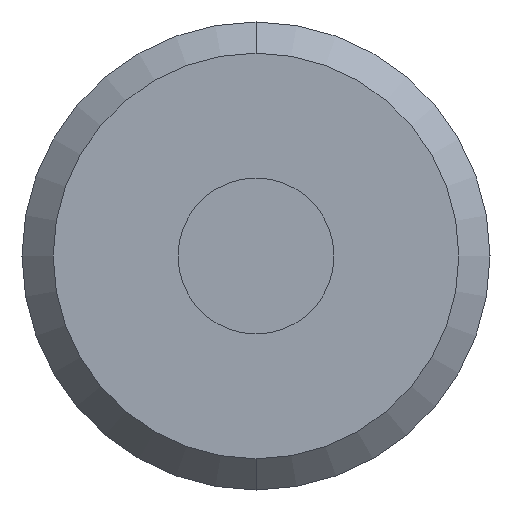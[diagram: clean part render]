
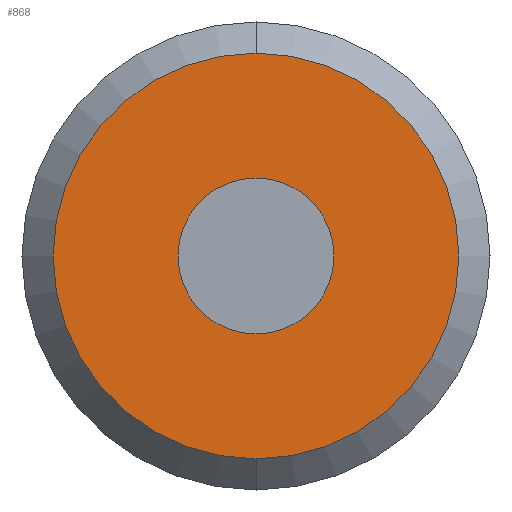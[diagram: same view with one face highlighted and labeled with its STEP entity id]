
A CAD part, front view. The second image highlights one B-rep face of the part: STEP entity #868.
In plain terms, the highlighted planar face has unit normal (0, -1, 0).
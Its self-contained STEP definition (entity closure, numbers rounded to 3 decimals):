
#307 = CARTESIAN_POINT ( 'NONE',  ( 0., -12.3, 0. ) ) ;
#334 = DIRECTION ( 'NONE',  ( 0., 0., 1. ) ) ;
#343 = PLANE ( 'NONE',  #499 ) ;
#453 = CIRCLE ( 'NONE', #4072, 0.65 ) ;
#499 = AXIS2_PLACEMENT_3D ( 'NONE', #1015, #2993, #4331 ) ;
#552 = EDGE_CURVE ( 'Defeature ausgef�hrt1_5+Defeature ausgef�hrt1_4+Defeature ausgef�hrt1_4+Defeature ausgef�hrt1_4', #1539, #3044, #453, .T. ) ;
#584 = ORIENTED_EDGE ( 'NONE', *, *, #4066, .F. ) ;
#587 = CARTESIAN_POINT ( 'NONE',  ( 0., -12.3, 0. ) ) ;
#759 = VERTEX_POINT ( 'NONE', #1313 ) ;
#788 = DIRECTION ( 'NONE',  ( 0., 1., 0. ) ) ;
#839 = DIRECTION ( 'NONE',  ( 0., 0., 1. ) ) ;
#868 = ADVANCED_FACE ( 'Defeature ausgef�hrt1_4', ( #981, #3859 ), #343, .T. ) ;
#977 = EDGE_LOOP ( 'NONE', ( #3254, #1234 ) ) ;
#981 = FACE_BOUND ( 'NONE', #977, .T. ) ;
#1015 = CARTESIAN_POINT ( 'NONE',  ( -0.65, -12.3, 0. ) ) ;
#1081 = CIRCLE ( 'NONE', #1911, 0.25 ) ;
#1134 = CIRCLE ( 'NONE', #3674, 0.65 ) ;
#1145 = CARTESIAN_POINT ( 'NONE',  ( 0., -12.3, 0. ) ) ;
#1184 = EDGE_LOOP ( 'NONE', ( #584, #1697 ) ) ;
#1234 = ORIENTED_EDGE ( 'NONE', *, *, #3206, .T. ) ;
#1313 = CARTESIAN_POINT ( 'NONE',  ( 0., -12.3, 0.25 ) ) ;
#1351 = DIRECTION ( 'NONE',  ( 0., 1., 0. ) ) ;
#1384 = VERTEX_POINT ( 'NONE', #2822 ) ;
#1539 = VERTEX_POINT ( 'NONE', #3592 ) ;
#1697 = ORIENTED_EDGE ( 'NONE', *, *, #552, .F. ) ;
#1783 = CARTESIAN_POINT ( 'NONE',  ( 0., -12.3, 0.65 ) ) ;
#1911 = AXIS2_PLACEMENT_3D ( 'NONE', #307, #1351, #334 ) ;
#2248 = DIRECTION ( 'NONE',  ( 0., 0., 1. ) ) ;
#2304 = EDGE_CURVE ( 'Defeature ausgef�hrt1_4+Defeature ausgef�hrt1_3+Defeature ausgef�hrt1_3+Defeature ausgef�hrt1_3', #759, #1384, #1081, .T. ) ;
#2320 = DIRECTION ( 'NONE',  ( 0., 0., 1. ) ) ;
#2656 = CARTESIAN_POINT ( 'NONE',  ( 0., -12.3, 0. ) ) ;
#2822 = CARTESIAN_POINT ( 'NONE',  ( 0., -12.3, -0.25 ) ) ;
#2915 = CIRCLE ( 'NONE', #3965, 0.25 ) ;
#2937 = DIRECTION ( 'NONE',  ( 0., 1., 0. ) ) ;
#2993 = DIRECTION ( 'NONE',  ( 0., -1., 0. ) ) ;
#3044 = VERTEX_POINT ( 'NONE', #1783 ) ;
#3206 = EDGE_CURVE ( 'Defeature ausgef�hrt1_4+Defeature ausgef�hrt1_3+Defeature ausgef�hrt1_3+Defeature ausgef�hrt1_3', #1384, #759, #2915, .T. ) ;
#3254 = ORIENTED_EDGE ( 'NONE', *, *, #2304, .T. ) ;
#3592 = CARTESIAN_POINT ( 'NONE',  ( 0., -12.3, -0.65 ) ) ;
#3674 = AXIS2_PLACEMENT_3D ( 'NONE', #1145, #788, #839 ) ;
#3859 = FACE_OUTER_BOUND ( 'NONE', #1184, .T. ) ;
#3965 = AXIS2_PLACEMENT_3D ( 'NONE', #587, #2937, #2248 ) ;
#3982 = DIRECTION ( 'NONE',  ( 0., 1., 0. ) ) ;
#4066 = EDGE_CURVE ( 'Defeature ausgef�hrt1_5+Defeature ausgef�hrt1_4+Defeature ausgef�hrt1_4+Defeature ausgef�hrt1_4', #3044, #1539, #1134, .T. ) ;
#4072 = AXIS2_PLACEMENT_3D ( 'NONE', #2656, #3982, #2320 ) ;
#4331 = DIRECTION ( 'NONE',  ( 0., 0., -1. ) ) ;
